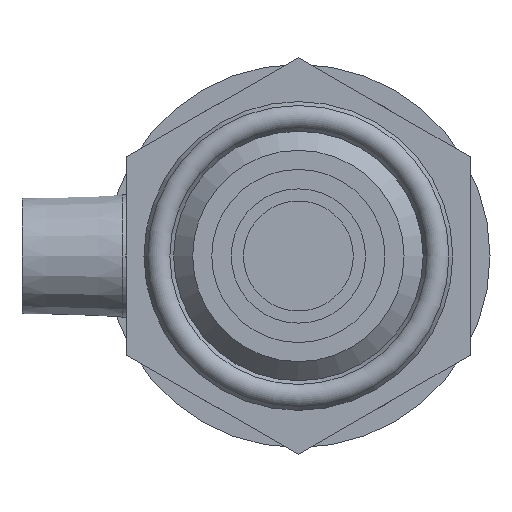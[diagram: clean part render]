
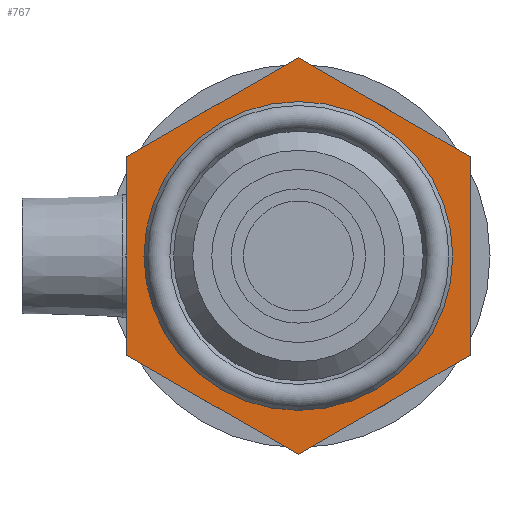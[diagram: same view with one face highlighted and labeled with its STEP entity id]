
A CAD part, left-side view. The second image highlights one B-rep face of the part: STEP entity #767.
In plain terms, the highlighted planar face has unit normal (-1, 0, 0).
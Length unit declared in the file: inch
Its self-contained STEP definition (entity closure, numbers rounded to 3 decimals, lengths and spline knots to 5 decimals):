
#23=LINE($,#1162,#71);
#27=LINE($,#1169,#75);
#30=LINE($,#1175,#78);
#33=LINE($,#1181,#81);
#36=LINE($,#1187,#84);
#38=LINE($,#1190,#86);
#71=VECTOR($,#911,0.64952);
#75=VECTOR($,#917,0.64952);
#78=VECTOR($,#922,0.64952);
#81=VECTOR($,#927,0.64952);
#84=VECTOR($,#932,0.64952);
#86=VECTOR($,#936,0.64952);
#147=PLANE($,#861);
#174=FACE_BOUND($,#310,.T.);
#233=FACE_OUTER_BOUND($,#309,.T.);
#309=EDGE_LOOP($,(#672,#673,#674,#675,#676,#677));
#310=EDGE_LOOP($,(#678));
#362=CIRCLE($,#860,0.5056);
#384=VERTEX_POINT($,#1159);
#385=VERTEX_POINT($,#1161);
#387=VERTEX_POINT($,#1167);
#389=VERTEX_POINT($,#1173);
#391=VERTEX_POINT($,#1179);
#393=VERTEX_POINT($,#1185);
#428=VERTEX_POINT($,#1313);
#450=EDGE_CURVE($,#384,#385,#23,.T.);
#454=EDGE_CURVE($,#387,#384,#27,.T.);
#457=EDGE_CURVE($,#389,#387,#30,.T.);
#460=EDGE_CURVE($,#391,#389,#33,.T.);
#463=EDGE_CURVE($,#393,#391,#36,.T.);
#465=EDGE_CURVE($,#385,#393,#38,.T.);
#518=EDGE_CURVE($,#428,#428,#362,.T.);
#672=ORIENTED_EDGE($,*,*,#457,.F.);
#673=ORIENTED_EDGE($,*,*,#460,.F.);
#674=ORIENTED_EDGE($,*,*,#463,.F.);
#675=ORIENTED_EDGE($,*,*,#465,.F.);
#676=ORIENTED_EDGE($,*,*,#450,.F.);
#677=ORIENTED_EDGE($,*,*,#454,.F.);
#678=ORIENTED_EDGE($,*,*,#518,.T.);
#767=ADVANCED_FACE($,(#233,#174),#147,.T.);
#860=AXIS2_PLACEMENT_3D($,#1314,#1089,#1090);
#861=AXIS2_PLACEMENT_3D($,#1315,#1091,#1092);
#911=DIRECTION($,(0.,0.866,-0.5));
#917=DIRECTION($,(0.,0.,-1.));
#922=DIRECTION($,(0.,-0.866,-0.5));
#927=DIRECTION($,(0.,-0.866,0.5));
#932=DIRECTION($,(0.,0.,1.));
#936=DIRECTION($,(0.,0.866,0.5));
#1089=DIRECTION('center_axis',(1.,0.,0.));
#1090=DIRECTION('ref_axis',(0.,1.,0.));
#1091=DIRECTION('center_axis',(-1.,0.,0.));
#1092=DIRECTION('ref_axis',(0.,0.,1.));
#1159=CARTESIAN_POINT('',(-1.36363,-0.04773,-0.32476));
#1161=CARTESIAN_POINT('',(-1.36363,0.51477,-0.64952));
#1162=CARTESIAN_POINT($,(-1.36363,-0.04773,-0.32476));
#1167=CARTESIAN_POINT('',(-1.36363,-0.04773,0.32476));
#1169=CARTESIAN_POINT($,(-1.36363,-0.04773,0.32476));
#1173=CARTESIAN_POINT('',(-1.36363,0.51477,0.64952));
#1175=CARTESIAN_POINT($,(-1.36363,0.51477,0.64952));
#1179=CARTESIAN_POINT('',(-1.36363,1.07727,0.32476));
#1181=CARTESIAN_POINT($,(-1.36363,1.07727,0.32476));
#1185=CARTESIAN_POINT('',(-1.36363,1.07727,-0.32476));
#1187=CARTESIAN_POINT($,(-1.36363,1.07727,-0.32476));
#1190=CARTESIAN_POINT($,(-1.36363,0.51477,-0.64952));
#1313=CARTESIAN_POINT('',(-1.36363,1.02037,0.));
#1314=CARTESIAN_POINT('Origin',(-1.36363,0.51477,0.));
#1315=CARTESIAN_POINT('Origin',(-1.36363,1.03082,0.));
